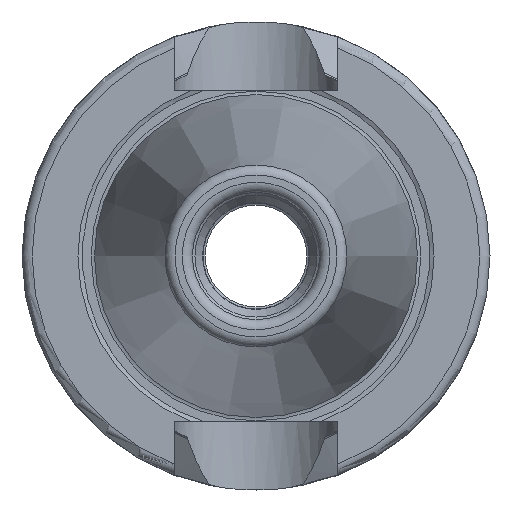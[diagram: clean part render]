
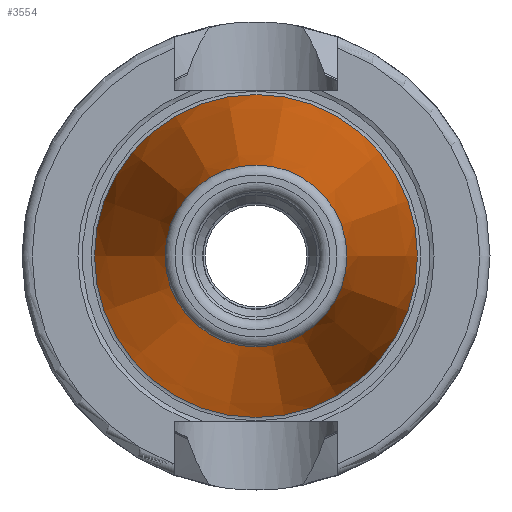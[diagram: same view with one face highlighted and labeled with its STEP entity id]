
A CAD part, left-side view. The second image highlights one B-rep face of the part: STEP entity #3554.
In plain terms, the highlighted conical face has half-angle 8.297 degrees and reference radius 12.408 mm.
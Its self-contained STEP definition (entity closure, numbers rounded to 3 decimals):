
#3520=CARTESIAN_POINT('',(-47.544,8.941,0.0));
#3521=VERTEX_POINT('',#3520);
#3522=CARTESIAN_POINT('',(-47.544,0.0,0.0));
#3523=DIRECTION('',(1.0,0.0,0.0));
#3524=DIRECTION('',(0.0,1.0,0.0));
#3525=AXIS2_PLACEMENT_3D('',#3522,#3523,#3524);
#3526=CIRCLE('',#3525,8.941);
#3527=EDGE_CURVE('',#3521,#3521,#3526,.T.);
#3535=CARTESIAN_POINT('',(-23.772,0.0,0.0));
#3536=DIRECTION('',(1.0,0.0,0.0));
#3537=DIRECTION('',(0.0,1.0,0.0));
#3538=AXIS2_PLACEMENT_3D('',#3535,#3536,#3537);
#3539=CONICAL_SURFACE('',#3538,12.408,8.297);
#3540=CARTESIAN_POINT('',(0.0,15.875,0.0));
#3541=VERTEX_POINT('',#3540);
#3542=CARTESIAN_POINT('',(0.0,0.0,0.0));
#3543=DIRECTION('',(1.0,0.0,0.0));
#3544=DIRECTION('',(0.0,1.0,0.0));
#3545=AXIS2_PLACEMENT_3D('',#3542,#3543,#3544);
#3546=CIRCLE('',#3545,15.875);
#3547=EDGE_CURVE('',#3541,#3541,#3546,.T.);
#3548=ORIENTED_EDGE('',*,*,#3547,.F.);
#3549=EDGE_LOOP('',(#3548));
#3550=FACE_OUTER_BOUND('',#3549,.T.);
#3551=ORIENTED_EDGE('',*,*,#3527,.T.);
#3552=EDGE_LOOP('',(#3551));
#3553=FACE_BOUND('',#3552,.T.);
#3554=ADVANCED_FACE('',(#3550,#3553),#3539,.T.);
